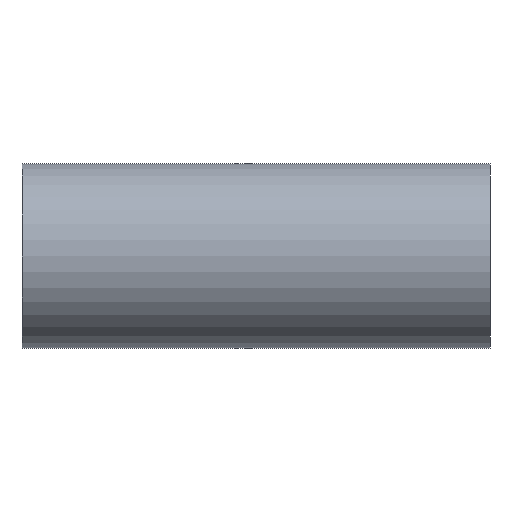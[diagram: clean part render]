
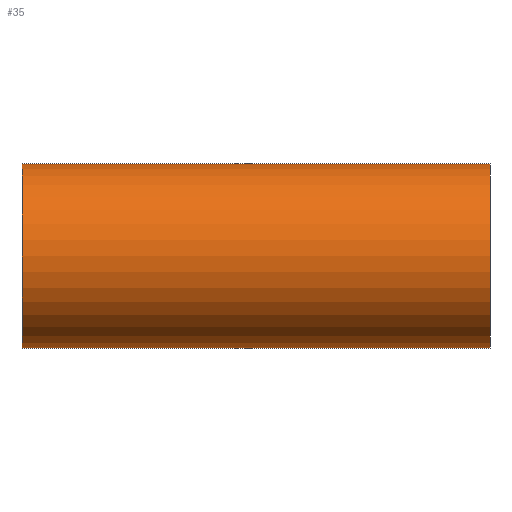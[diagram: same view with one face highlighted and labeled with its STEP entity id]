
A CAD part, left-side view. The second image highlights one B-rep face of the part: STEP entity #35.
In plain terms, the highlighted cylindrical face has radius 7.5 mm (diameter 15 mm), a partial arc.
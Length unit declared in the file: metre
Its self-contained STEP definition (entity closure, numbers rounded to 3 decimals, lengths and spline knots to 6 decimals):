
#35=ADVANCED_FACE('0:177',(#67),#68,.T.);
#67=FACE_OUTER_BOUND('',#95,.T.);
#68=CYLINDRICAL_SURFACE('',#96,0.0075);
#95=EDGE_LOOP('',(#130,#131,#132,#133));
#96=AXIS2_PLACEMENT_3D('',#134,#135,#136);
#130=ORIENTED_EDGE('',*,*,#174,.T.);
#131=ORIENTED_EDGE('',*,*,#181,.T.);
#132=ORIENTED_EDGE('',*,*,#177,.T.);
#133=ORIENTED_EDGE('',*,*,#182,.F.);
#134=CARTESIAN_POINT('',(-1.580279,0.2144,0.272));
#135=DIRECTION('',(0.0,-1.0,0.0));
#136=DIRECTION('',(0.,0.0,1.0));
#174=EDGE_CURVE('',#202,#203,#204,.T.);
#177=EDGE_CURVE('',#209,#207,#210,.T.);
#181=EDGE_CURVE('',#203,#209,#215,.T.);
#182=EDGE_CURVE('',#202,#207,#216,.T.);
#202=VERTEX_POINT('',#239);
#203=VERTEX_POINT('',#240);
#204=LINE('',#241,#242);
#207=VERTEX_POINT('',#245);
#209=VERTEX_POINT('',#247);
#210=LINE('',#248,#249);
#215=CIRCLE('',#254,0.0075);
#216=CIRCLE('',#255,0.0075);
#239=CARTESIAN_POINT('',(-1.580279,0.184,0.2795));
#240=CARTESIAN_POINT('',(-1.580279,0.222,0.2795));
#241=CARTESIAN_POINT('',(-1.580279,0.2144,0.2795));
#242=VECTOR('',#275,1.0);
#245=CARTESIAN_POINT('',(-1.580279,0.184,0.2645));
#247=CARTESIAN_POINT('',(-1.580279,0.222,0.2645));
#248=CARTESIAN_POINT('',(-1.580279,0.2144,0.2645));
#249=VECTOR('',#282,1.0);
#254=AXIS2_PLACEMENT_3D('',#289,#290,#291);
#255=AXIS2_PLACEMENT_3D('',#292,#293,#294);
#275=DIRECTION('',(-0.0,1.0,-0.0));
#282=DIRECTION('',(0.0,-1.0,0.0));
#289=CARTESIAN_POINT('',(-1.580279,0.222,0.272));
#290=DIRECTION('',(0.0,-1.0,0.0));
#291=DIRECTION('',(1.0,0.0,0.));
#292=CARTESIAN_POINT('',(-1.580279,0.184,0.272));
#293=DIRECTION('',(0.0,-1.0,0.0));
#294=DIRECTION('',(-1.0,0.0,0.));
